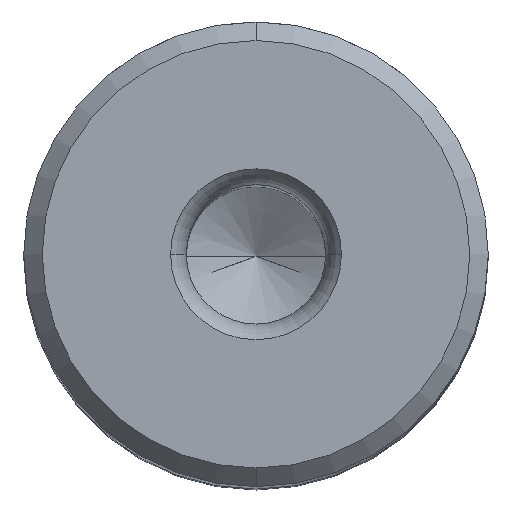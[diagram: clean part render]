
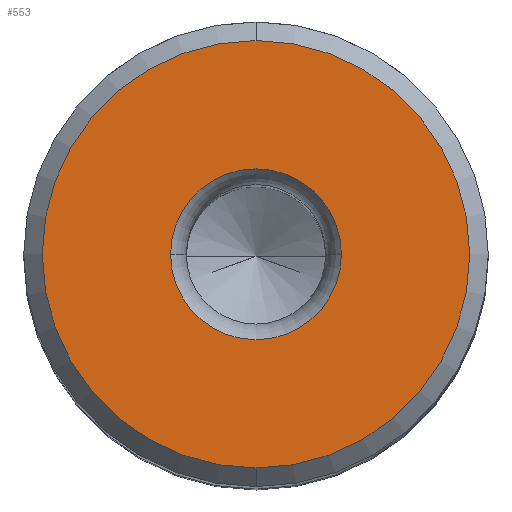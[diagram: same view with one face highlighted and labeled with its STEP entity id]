
A CAD part, top view. The second image highlights one B-rep face of the part: STEP entity #553.
In plain terms, the highlighted face is planar.
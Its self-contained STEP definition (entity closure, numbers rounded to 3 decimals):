
#18=CARTESIAN_POINT('',(0.,0.,0.));
#19=DIRECTION('',(0.,0.,-1.));
#20=DIRECTION('',(1.,0.,0.));
#21=AXIS2_PLACEMENT_3D('',#18,#19,#20);
#27=CARTESIAN_POINT('',(0.,0.,0.));
#28=DIRECTION('',(0.,0.,-1.));
#29=DIRECTION('',(-1.,0.,0.));
#30=AXIS2_PLACEMENT_3D('',#27,#28,#29);
#50=CARTESIAN_POINT('',(0.,0.,0.));
#51=DIRECTION('',(0.,0.,1.));
#52=DIRECTION('',(0.,1.,0.));
#53=AXIS2_PLACEMENT_3D('',#50,#51,#52);
#190=CARTESIAN_POINT('',(0.,0.,0.));
#191=DIRECTION('',(0.,0.,-1.));
#192=DIRECTION('',(0.,1.,0.));
#193=AXIS2_PLACEMENT_3D('',#190,#191,#192);
#482=CARTESIAN_POINT('',(3.677,0.,0.));
#483=CARTESIAN_POINT('',(-3.677,0.,0.));
#484=VERTEX_POINT('',#482);
#485=VERTEX_POINT('',#483);
#498=CARTESIAN_POINT('',(0.,9.2,0.));
#499=CARTESIAN_POINT('',(0.,-9.2,0.));
#500=VERTEX_POINT('',#498);
#501=VERTEX_POINT('',#499);
#536=CARTESIAN_POINT('',(0.,0.,0.));
#537=DIRECTION('',(0.,0.,-1.));
#538=DIRECTION('',(0.,-1.,0.));
#539=AXIS2_PLACEMENT_3D('',#536,#537,#538);
#540=PLANE('',#539);
#542=ORIENTED_EDGE('',*,*,#541,.T.);
#544=ORIENTED_EDGE('',*,*,#543,.F.);
#545=EDGE_LOOP('',(#542,#544));
#546=FACE_OUTER_BOUND('',#545,.F.);
#548=ORIENTED_EDGE('',*,*,#547,.T.);
#550=ORIENTED_EDGE('',*,*,#549,.T.);
#551=EDGE_LOOP('',(#548,#550));
#552=FACE_BOUND('',#551,.F.);
#553=ADVANCED_FACE('',(#546,#552),#540,.T.);
#22=CIRCLE('',#21,3.677);
#31=CIRCLE('',#30,3.677);
#54=CIRCLE('',#53,9.2);
#194=CIRCLE('',#193,9.2);
#541=EDGE_CURVE('',#500,#501,#54,.T.);
#543=EDGE_CURVE('',#500,#501,#194,.T.);
#547=EDGE_CURVE('',#484,#485,#22,.T.);
#549=EDGE_CURVE('',#485,#484,#31,.T.);
